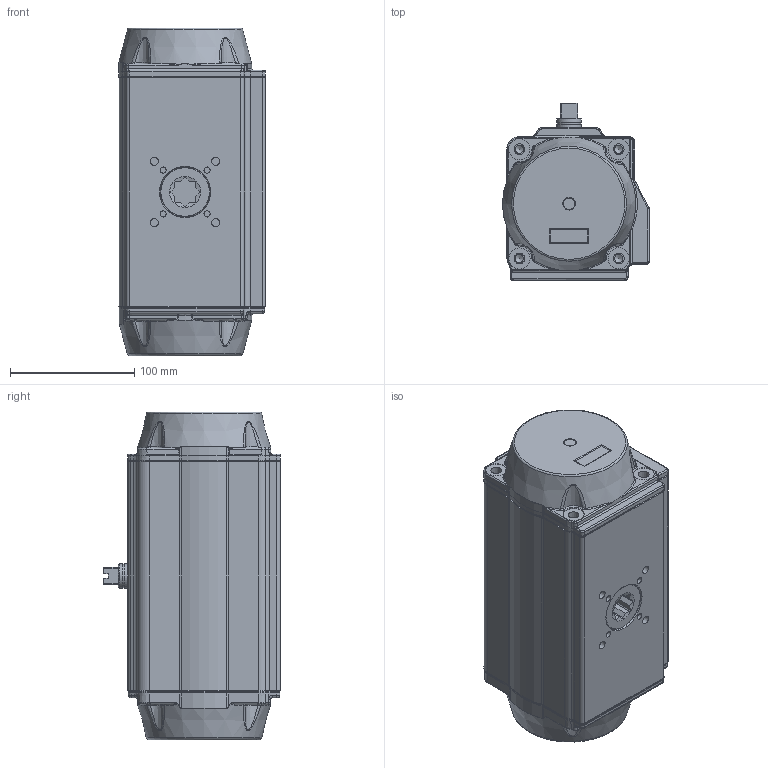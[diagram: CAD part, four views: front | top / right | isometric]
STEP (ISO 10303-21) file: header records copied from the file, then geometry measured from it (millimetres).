
FILE_DESCRIPTION(/* description */ ('Unknown'),/* implementation_level */ '2;1');
FILE_NAME(/* name */ 'PD06_PE05',/* time_stamp */ '2022-02-21T12:42:58+01:00',/* author */ ('Unknown'),/* organization */ ('Unknown'),/* preprocessor_version */ 'ST-DEVELOPER v16.7',/* originating_system */ 'Solid Edge',/* authorisation */ 'Unknown');
FILE_SCHEMA (('AUTOMOTIVE_DESIGN {1 0 10303 214 3 1 1}'));
Products named in the file (6): PD06_PE05; VTE95____; ____; zhou95; vt95_________________MIR; vt95-2016-06-25
Assembly tree (6 placements, depth 2):
  PD06_PE05
    VTE95____
    ____  x2
    zhou95
    vt95_________________MIR
    vt95-2016-06-25
Bounding box: 117.95 x 142.55 x 264 mm (x, y, z)
Volume: 1672463 mm3; surface area: 387761.6 mm2
Topology: 6 solids, 6 shells, 2354 faces, 5787 edges, 3531 vertices
Faces by surface type: plane 601, cylinder 568, bspline 512, torus 424, cone 213, sphere 36
Full cylindrical faces by diameter (mm): 4.134 x8, 4.917 x5, 5.5 x1, 6.647 x12, 8.376 x2, 11.445 x2, 12 x2, 15 x2, 16.2 x1, 16.4 x1, 17 x4, 18.7 x1, 20 x5, 22 x2, 24.5 x14, 27 x1, 30.4 x1, 31.5 x1, 32.5 x1, 34.9 x1, 36.4 x1, 40 x4, 84.5 x2, 85.7 x2, 90 x2, 94.3 x6, 95 x1
Entity records: 79614 total; most frequent: CARTESIAN_POINT 39950, ORIENTED_EDGE 8806, DIRECTION 7104, EDGE_CURVE 4403, AXIS2_PLACEMENT_3D 2874, VERTEX_POINT 2819, FACE_BOUND 2236, EDGE_LOOP 2228
